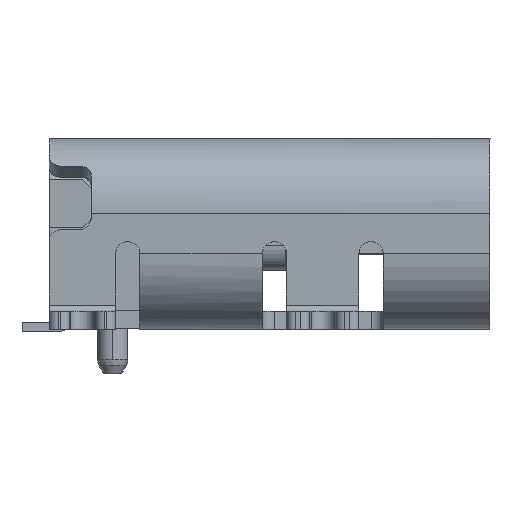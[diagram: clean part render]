
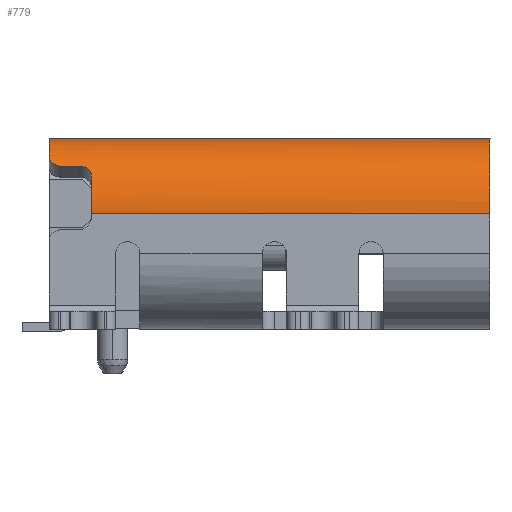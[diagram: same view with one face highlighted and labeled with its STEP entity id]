
A CAD part, left-side view. The second image highlights one B-rep face of the part: STEP entity #779.
In plain terms, the highlighted cylindrical face has radius 1.25 mm (diameter 2.5 mm), a partial arc.
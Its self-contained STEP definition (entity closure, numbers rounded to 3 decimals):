
#109=B_SPLINE_CURVE_WITH_KNOTS('',3,(#19532,#19533,#19534,#19535,#19536,
#19537,#19538,#19539,#19540,#19541,#19542,#19543,#19544,#19545,#19546,#19547),
 .UNSPECIFIED.,.F.,.F.,(4,3,3,3,3,4),(0.,0.215,0.429,
0.642,0.855,1.),.UNSPECIFIED.);
#110=B_SPLINE_CURVE_WITH_KNOTS('',3,(#19551,#19552,#19553,#19554,#19555,
#19556,#19557,#19558,#19559,#19560,#19561,#19562,#19563,#19564,#19565,#19566),
 .UNSPECIFIED.,.F.,.F.,(4,3,3,3,3,4),(0.,0.215,0.429,
0.643,0.857,1.),.UNSPECIFIED.);
#222=CYLINDRICAL_SURFACE('',#12872,1.25);
#779=ADVANCED_FACE('',(#1805),#222,.T.);
#1805=FACE_OUTER_BOUND('',#2421,.T.);
#2421=EDGE_LOOP('',(#5661,#5662,#5663,#5664,#5665,#5666,#5667,#5668,#5669,
#5670));
#2589=CIRCLE('',#12151,1.25);
#2708=CIRCLE('',#12622,1.25);
#2851=CIRCLE('',#12836,1.25);
#2864=CIRCLE('',#12870,1.25);
#2865=CIRCLE('',#12871,1.25);
#5661=ORIENTED_EDGE('',*,*,#9065,.T.);
#5662=ORIENTED_EDGE('',*,*,#9114,.F.);
#5663=ORIENTED_EDGE('',*,*,#9115,.F.);
#5664=ORIENTED_EDGE('',*,*,#9116,.T.);
#5665=ORIENTED_EDGE('',*,*,#9117,.F.);
#5666=ORIENTED_EDGE('',*,*,#9118,.T.);
#5667=ORIENTED_EDGE('',*,*,#9119,.F.);
#5668=ORIENTED_EDGE('',*,*,#7623,.F.);
#5669=ORIENTED_EDGE('',*,*,#8671,.F.);
#5670=ORIENTED_EDGE('',*,*,#8831,.F.);
#6468=VERTEX_POINT('',#16456);
#6473=VERTEX_POINT('',#16468);
#7166=VERTEX_POINT('',#18610);
#7300=VERTEX_POINT('',#18922);
#7466=VERTEX_POINT('',#19432);
#7492=VERTEX_POINT('',#19529);
#7493=VERTEX_POINT('',#19531);
#7494=VERTEX_POINT('',#19548);
#7495=VERTEX_POINT('',#19550);
#7496=VERTEX_POINT('',#19567);
#7623=EDGE_CURVE('',#6468,#6473,#2589,.T.);
#8671=EDGE_CURVE('',#7166,#6468,#2708,.T.);
#8831=EDGE_CURVE('',#7300,#7166,#10387,.T.);
#9065=EDGE_CURVE('',#7300,#7466,#2851,.T.);
#9114=EDGE_CURVE('',#7492,#7466,#10577,.T.);
#9115=EDGE_CURVE('',#7493,#7492,#2864,.T.);
#9116=EDGE_CURVE('',#7493,#7494,#109,.T.);
#9117=EDGE_CURVE('',#7495,#7494,#10578,.T.);
#9118=EDGE_CURVE('',#7495,#7496,#110,.T.);
#9119=EDGE_CURVE('',#6473,#7496,#2865,.T.);
#10387=LINE('',#18923,#11788);
#10577=LINE('',#19528,#11978);
#10578=LINE('',#19549,#11979);
#11788=VECTOR('',#15282,1.);
#11978=VECTOR('',#15800,1.);
#11979=VECTOR('',#15803,1.);
#12151=AXIS2_PLACEMENT_3D('',#16467,#13155,#13156);
#12622=AXIS2_PLACEMENT_3D('',#18609,#15019,#15020);
#12836=AXIS2_PLACEMENT_3D('',#19433,#15696,#15697);
#12870=AXIS2_PLACEMENT_3D('',#19530,#15801,#15802);
#12871=AXIS2_PLACEMENT_3D('',#19568,#15804,#15805);
#12872=AXIS2_PLACEMENT_3D('',#19569,#15806,#15807);
#13155=DIRECTION('',(0.,1.,0.));
#13156=DIRECTION('',(0.,0.,-1.));
#15019=DIRECTION('',(0.,1.,0.));
#15020=DIRECTION('',(0.,0.,-1.));
#15282=DIRECTION('',(0.,1.,0.));
#15696=DIRECTION('',(0.,1.,0.));
#15697=DIRECTION('',(0.,0.,1.));
#15800=DIRECTION('',(0.,-1.,0.));
#15801=DIRECTION('',(0.,1.,0.));
#15802=DIRECTION('',(1.,0.,0.));
#15803=DIRECTION('',(0.,1.,0.));
#15804=DIRECTION('',(0.,1.,0.));
#15805=DIRECTION('',(0.,0.,-1.));
#15806=DIRECTION('',(0.,-1.,0.));
#15807=DIRECTION('',(1.,0.,0.));
#16456=CARTESIAN_POINT('',(-41.455,1.8,7.198));
#16467=CARTESIAN_POINT('',(-40.22,1.8,7.005));
#16468=CARTESIAN_POINT('',(-41.397,1.8,7.425));
#18609=CARTESIAN_POINT('',(-40.22,1.8,7.005));
#18610=CARTESIAN_POINT('',(-41.47,1.8,7.005));
#18922=CARTESIAN_POINT('',(-41.47,-4.8,7.005));
#18923=CARTESIAN_POINT('',(-41.47,2.5,7.005));
#19432=CARTESIAN_POINT('',(-40.22,-4.8,8.255));
#19433=CARTESIAN_POINT('',(-40.22,-4.8,7.005));
#19528=CARTESIAN_POINT('',(-40.22,2.5,8.255));
#19529=CARTESIAN_POINT('',(-40.22,2.5,8.255));
#19530=CARTESIAN_POINT('',(-40.22,2.5,7.005));
#19531=CARTESIAN_POINT('',(-41.048,2.5,7.942));
#19532=CARTESIAN_POINT('',(-41.048,2.5,7.942));
#19533=CARTESIAN_POINT('',(-41.065,2.5,7.927));
#19534=CARTESIAN_POINT('',(-41.081,2.496,7.911));
#19535=CARTESIAN_POINT('',(-41.096,2.489,7.896));
#19536=CARTESIAN_POINT('',(-41.111,2.482,7.881));
#19537=CARTESIAN_POINT('',(-41.126,2.471,7.867));
#19538=CARTESIAN_POINT('',(-41.137,2.457,7.854));
#19539=CARTESIAN_POINT('',(-41.149,2.443,7.841));
#19540=CARTESIAN_POINT('',(-41.159,2.426,7.83));
#19541=CARTESIAN_POINT('',(-41.167,2.407,7.821));
#19542=CARTESIAN_POINT('',(-41.175,2.388,7.812));
#19543=CARTESIAN_POINT('',(-41.181,2.367,7.805));
#19544=CARTESIAN_POINT('',(-41.184,2.345,7.801));
#19545=CARTESIAN_POINT('',(-41.186,2.331,7.798));
#19546=CARTESIAN_POINT('',(-41.187,2.315,7.797));
#19547=CARTESIAN_POINT('',(-41.187,2.3,7.797));
#19548=CARTESIAN_POINT('',(-41.187,2.3,7.797));
#19549=CARTESIAN_POINT('',(-41.187,6056937.691,7.797));
#19550=CARTESIAN_POINT('',(-41.187,2.,7.797));
#19551=CARTESIAN_POINT('',(-41.187,2.,7.797));
#19552=CARTESIAN_POINT('',(-41.187,1.978,7.797));
#19553=CARTESIAN_POINT('',(-41.19,1.955,7.794));
#19554=CARTESIAN_POINT('',(-41.194,1.934,7.788));
#19555=CARTESIAN_POINT('',(-41.199,1.913,7.782));
#19556=CARTESIAN_POINT('',(-41.206,1.893,7.774));
#19557=CARTESIAN_POINT('',(-41.214,1.875,7.763));
#19558=CARTESIAN_POINT('',(-41.223,1.858,7.751));
#19559=CARTESIAN_POINT('',(-41.233,1.842,7.738));
#19560=CARTESIAN_POINT('',(-41.244,1.83,7.722));
#19561=CARTESIAN_POINT('',(-41.255,1.819,7.707));
#19562=CARTESIAN_POINT('',(-41.267,1.81,7.689));
#19563=CARTESIAN_POINT('',(-41.278,1.805,7.671));
#19564=CARTESIAN_POINT('',(-41.286,1.802,7.658));
#19565=CARTESIAN_POINT('',(-41.294,1.8,7.645));
#19566=CARTESIAN_POINT('',(-41.301,1.8,7.632));
#19567=CARTESIAN_POINT('',(-41.301,1.8,7.632));
#19568=CARTESIAN_POINT('',(-40.22,1.8,7.005));
#19569=CARTESIAN_POINT('',(-40.22,6056937.691,7.005));
